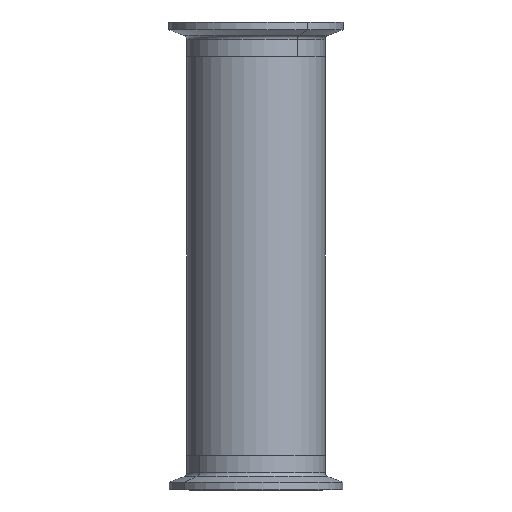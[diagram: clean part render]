
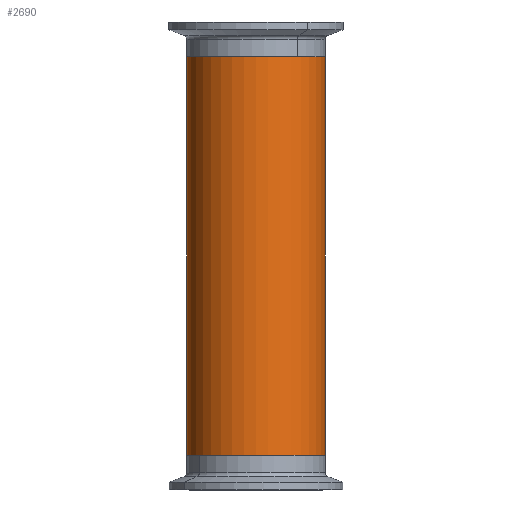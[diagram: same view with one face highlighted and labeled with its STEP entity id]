
A CAD part, front view. The second image highlights one B-rep face of the part: STEP entity #2690.
In plain terms, the highlighted cylindrical face has radius 25.4 mm (diameter 50.8 mm), a partial arc.
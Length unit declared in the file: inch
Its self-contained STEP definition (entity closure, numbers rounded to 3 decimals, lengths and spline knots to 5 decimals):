
#26 = VERTEX_POINT ( 'NONE', #2093 ) ;
#70 = AXIS2_PLACEMENT_3D ( 'NONE', #1694, #367, #1910 ) ;
#105 = ORIENTED_EDGE ( 'NONE', *, *, #919, .F. ) ;
#317 = DIRECTION ( 'NONE',  ( 0., 0., -1. ) ) ;
#335 = DIRECTION ( 'NONE',  ( -1., 0., 0. ) ) ;
#367 = DIRECTION ( 'NONE',  ( 0., 0., 1. ) ) ;
#675 = VERTEX_POINT ( 'NONE', #2161 ) ;
#869 = LINE ( 'NONE', #2087, #2184 ) ;
#914 = ORIENTED_EDGE ( 'NONE', *, *, #2707, .T. ) ;
#919 = EDGE_CURVE ( 'NONE', #675, #1186, #2888, .T. ) ;
#1016 = FACE_OUTER_BOUND ( 'NONE', #2751, .T. ) ;
#1186 = VERTEX_POINT ( 'NONE', #1690 ) ;
#1245 = VERTEX_POINT ( 'NONE', #2182 ) ;
#1273 = ORIENTED_EDGE ( 'NONE', *, *, #2665, .T. ) ;
#1572 = DIRECTION ( 'NONE',  ( 0., 0., 1. ) ) ;
#1584 = AXIS2_PLACEMENT_3D ( 'NONE', #2021, #1572, #2469 ) ;
#1690 = CARTESIAN_POINT ( 'NONE',  ( 1., 0., -2.87402 ) ) ;
#1694 = CARTESIAN_POINT ( 'NONE',  ( 0., 0., -2.87402 ) ) ;
#1826 = CYLINDRICAL_SURFACE ( 'NONE', #1907, 1. ) ;
#1907 = AXIS2_PLACEMENT_3D ( 'NONE', #2278, #317, #335 ) ;
#1910 = DIRECTION ( 'NONE',  ( 1., 0., 0. ) ) ;
#1989 = CIRCLE ( 'NONE', #1584, 1. ) ;
#2021 = CARTESIAN_POINT ( 'NONE',  ( 0., 0., 2.87402 ) ) ;
#2087 = CARTESIAN_POINT ( 'NONE',  ( -1., 0., 2.87402 ) ) ;
#2093 = CARTESIAN_POINT ( 'NONE',  ( -1., 0., -2.87402 ) ) ;
#2161 = CARTESIAN_POINT ( 'NONE',  ( 1., 0., 2.87402 ) ) ;
#2182 = CARTESIAN_POINT ( 'NONE',  ( -1., 0., 2.87402 ) ) ;
#2184 = VECTOR ( 'NONE', #2793, 39.37008 ) ;
#2224 = EDGE_CURVE ( 'NONE', #1245, #675, #1989, .T. ) ;
#2244 = CIRCLE ( 'NONE', #70, 1. ) ;
#2254 = VECTOR ( 'NONE', #2836, 39.37008 ) ;
#2278 = CARTESIAN_POINT ( 'NONE',  ( 0., 0., 2.87402 ) ) ;
#2429 = ORIENTED_EDGE ( 'NONE', *, *, #2224, .F. ) ;
#2469 = DIRECTION ( 'NONE',  ( 1., 0., 0. ) ) ;
#2665 = EDGE_CURVE ( 'NONE', #1245, #26, #869, .T. ) ;
#2690 = ADVANCED_FACE ( 'NONE', ( #1016 ), #1826, .T. ) ;
#2707 = EDGE_CURVE ( 'NONE', #26, #1186, #2244, .T. ) ;
#2751 = EDGE_LOOP ( 'NONE', ( #105, #2429, #1273, #914 ) ) ;
#2772 = CARTESIAN_POINT ( 'NONE',  ( 1., 0., 2.87402 ) ) ;
#2793 = DIRECTION ( 'NONE',  ( 0., 0., -1. ) ) ;
#2836 = DIRECTION ( 'NONE',  ( 0., 0., -1. ) ) ;
#2888 = LINE ( 'NONE', #2772, #2254 ) ;
